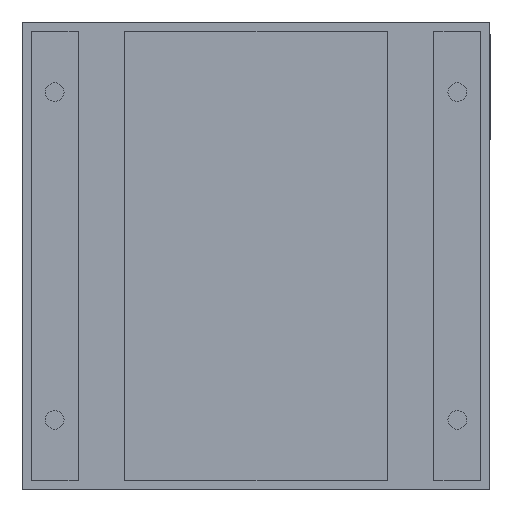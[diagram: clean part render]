
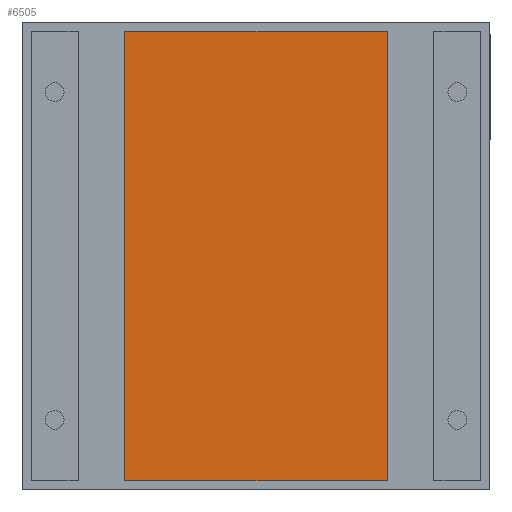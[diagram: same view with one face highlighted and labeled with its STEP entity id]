
A CAD part, front view. The second image highlights one B-rep face of the part: STEP entity #6505.
In plain terms, the highlighted planar face has unit normal (0, -1, 0).
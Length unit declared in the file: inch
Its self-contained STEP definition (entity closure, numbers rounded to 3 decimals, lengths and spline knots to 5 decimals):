
#17 = VECTOR ( 'NONE', #4859, 39.37008 ) ;
#1417 = CARTESIAN_POINT ( 'NONE',  ( -0.05512, -0.00138, -0.09449 ) ) ;
#1550 = DIRECTION ( 'NONE',  ( -1., 0., 0. ) ) ;
#1864 = LINE ( 'NONE', #7924, #17 ) ;
#1937 = ORIENTED_EDGE ( 'NONE', *, *, #9075, .T. ) ;
#2634 = VERTEX_POINT ( 'NONE', #12310 ) ;
#3448 = EDGE_CURVE ( 'NONE', #4168, #6668, #9328, .T. ) ;
#4168 = VERTEX_POINT ( 'NONE', #4391 ) ;
#4254 = ORIENTED_EDGE ( 'NONE', *, *, #9000, .T. ) ;
#4391 = CARTESIAN_POINT ( 'NONE',  ( -0.05512, -0.00138, 0.09449 ) ) ;
#4609 = PLANE ( 'NONE',  #8416 ) ;
#4859 = DIRECTION ( 'NONE',  ( 1., 0., 0. ) ) ;
#5540 = DIRECTION ( 'NONE',  ( 0., -1., 0. ) ) ;
#5656 = CARTESIAN_POINT ( 'NONE',  ( 0.05512, -0.00138, 0.09449 ) ) ;
#5783 = CARTESIAN_POINT ( 'NONE',  ( 0.05512, -0.00138, -0.09449 ) ) ;
#6287 = VERTEX_POINT ( 'NONE', #5783 ) ;
#6505 = ADVANCED_FACE ( 'NONE', ( #12865 ), #4609, .T. ) ;
#6547 = EDGE_LOOP ( 'NONE', ( #1937, #11446, #9751, #4254 ) ) ;
#6668 = VERTEX_POINT ( 'NONE', #1417 ) ;
#7263 = DIRECTION ( 'NONE',  ( 0., 0., -1. ) ) ;
#7720 = CARTESIAN_POINT ( 'NONE',  ( 0.05512, -0.00138, -0.09449 ) ) ;
#7877 = CARTESIAN_POINT ( 'NONE',  ( 0.05512, -0.00138, 0.09449 ) ) ;
#7883 = VECTOR ( 'NONE', #12765, 39.37008 ) ;
#7924 = CARTESIAN_POINT ( 'NONE',  ( 0.05512, -0.00138, -0.09449 ) ) ;
#8416 = AXIS2_PLACEMENT_3D ( 'NONE', #7877, #5540, #9620 ) ;
#8782 = LINE ( 'NONE', #7720, #7883 ) ;
#9000 = EDGE_CURVE ( 'NONE', #6668, #6287, #1864, .T. ) ;
#9075 = EDGE_CURVE ( 'NONE', #6287, #2634, #8782, .T. ) ;
#9328 = LINE ( 'NONE', #11368, #12147 ) ;
#9620 = DIRECTION ( 'NONE',  ( 0., 0., -1. ) ) ;
#9751 = ORIENTED_EDGE ( 'NONE', *, *, #3448, .T. ) ;
#10564 = LINE ( 'NONE', #5656, #12206 ) ;
#11368 = CARTESIAN_POINT ( 'NONE',  ( -0.05512, -0.00138, -0.09449 ) ) ;
#11446 = ORIENTED_EDGE ( 'NONE', *, *, #12907, .T. ) ;
#12147 = VECTOR ( 'NONE', #7263, 39.37008 ) ;
#12206 = VECTOR ( 'NONE', #1550, 39.37008 ) ;
#12310 = CARTESIAN_POINT ( 'NONE',  ( 0.05512, -0.00138, 0.09449 ) ) ;
#12765 = DIRECTION ( 'NONE',  ( 0., 0., 1. ) ) ;
#12865 = FACE_OUTER_BOUND ( 'NONE', #6547, .T. ) ;
#12907 = EDGE_CURVE ( 'NONE', #2634, #4168, #10564, .T. ) ;
